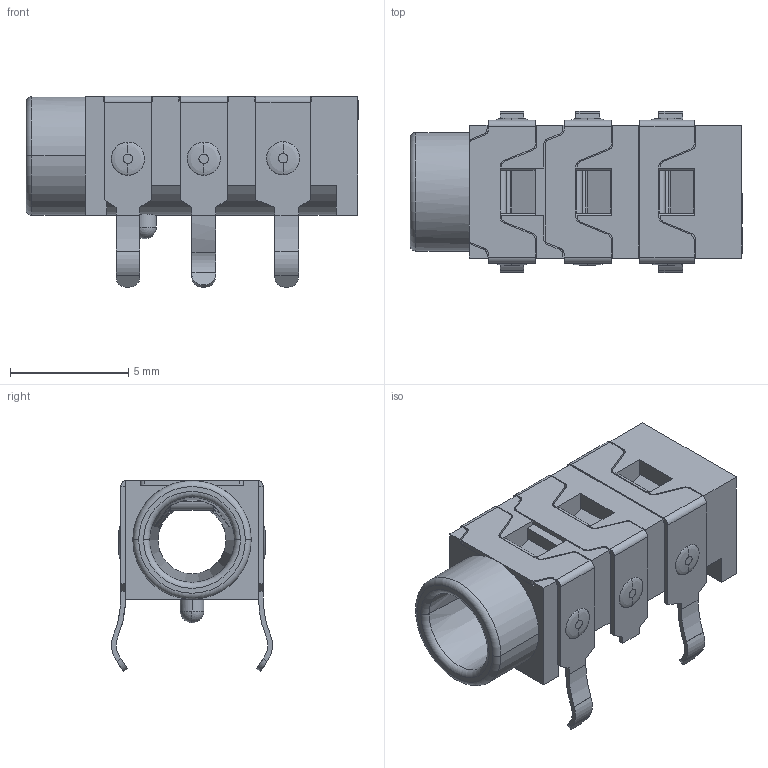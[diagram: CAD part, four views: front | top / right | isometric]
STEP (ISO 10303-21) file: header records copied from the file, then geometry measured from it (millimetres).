
FILE_DESCRIPTION (( 'STEP AP214' ), '1' );
FILE_NAME ('AUDIO-PJ313D_L14.0-W6.0-H5.0.step', '2022-06-16T10:17:04', ( '' ), ( '' ), 'SwSTEP 2.0', 'SolidWorks 2020', '' );
FILE_SCHEMA (( 'AUTOMOTIVE_DESIGN' ));
Length unit declared in the file: millimetre
Products named in the file (1): AUDIO-PJ313D_L14.0-W6.0-H5.0
Bounding box: 14.01 x 6.79 x 8.07 mm (x, y, z)
Volume: 234.6 mm3; surface area: 707.8 mm2
Topology: 1 solids, 1 shells, 596 faces, 1645 edges, 1059 vertices
Faces by surface type: plane 347, cylinder 123, bspline 116, sphere 4, torus 4, cone 2
Entity records: 28484 total; most frequent: CARTESIAN_POINT 7424, ORIENTED_EDGE 3274, DIRECTION 2586, EDGE_CURVE 1637, LINE 1092, VECTOR 1092, VERTEX_POINT 1055, AXIS2_PLACEMENT_3D 747
